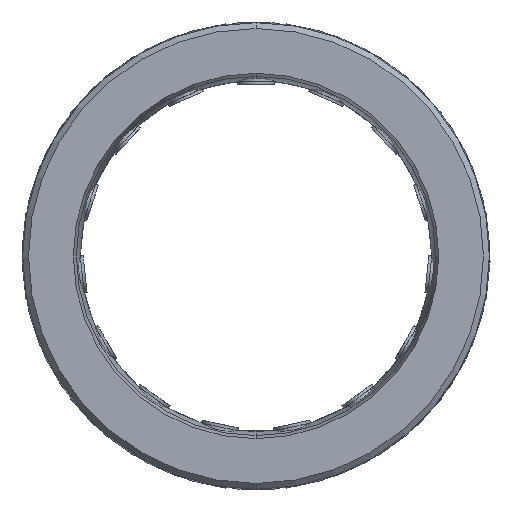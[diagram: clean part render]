
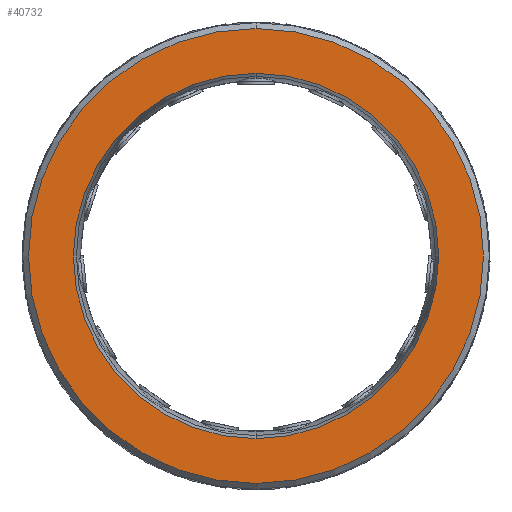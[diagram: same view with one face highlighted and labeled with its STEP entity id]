
A CAD part, front view. The second image highlights one B-rep face of the part: STEP entity #40732.
In plain terms, the highlighted planar face has unit normal (0, -1, 0).
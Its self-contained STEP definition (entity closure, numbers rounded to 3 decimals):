
#6629 = CARTESIAN_POINT ( 'NONE',  ( 197.174, -6.032, 0. ) ) ;
#7249 = CARTESIAN_POINT ( 'NONE',  ( 236.033, -6.032, 38.859 ) ) ;
#7765 = ORIENTED_EDGE ( 'NONE', *, *, #37756, .F. ) ;
#12017 = FACE_BOUND ( 'NONE', #42175, .T. ) ;
#12174 = AXIS2_PLACEMENT_3D ( 'NONE', #13273, #16076, #20015 ) ;
#12927 = PLANE ( 'NONE',  #42477 ) ;
#13273 = CARTESIAN_POINT ( 'NONE',  ( 236.033, -6.032, 0. ) ) ;
#13360 = CARTESIAN_POINT ( 'NONE',  ( 236.033, -6.032, 0. ) ) ;
#13604 = CARTESIAN_POINT ( 'NONE',  ( 236.033, -6.032, -31.199 ) ) ;
#15019 = EDGE_CURVE ( 'NONE', #41312, #19390, #17754, .T. ) ;
#16076 = DIRECTION ( 'NONE',  ( 0., -1., 0. ) ) ;
#16415 = ORIENTED_EDGE ( 'NONE', *, *, #40674, .F. ) ;
#16720 = DIRECTION ( 'NONE',  ( 0., 0., 1. ) ) ;
#16876 = DIRECTION ( 'NONE',  ( 0., 0., -1. ) ) ;
#17175 = EDGE_CURVE ( 'NONE', #19390, #41312, #40192, .T. ) ;
#17754 = CIRCLE ( 'NONE', #31638, 38.859 ) ;
#19390 = VERTEX_POINT ( 'NONE', #7249 ) ;
#19860 = CIRCLE ( 'NONE', #26786, 31.199 ) ;
#20015 = DIRECTION ( 'NONE',  ( 0., 0., -1. ) ) ;
#20414 = FACE_OUTER_BOUND ( 'NONE', #27769, .T. ) ;
#22641 = VERTEX_POINT ( 'NONE', #26455 ) ;
#23034 = DIRECTION ( 'NONE',  ( 0., 1., 0. ) ) ;
#23865 = CARTESIAN_POINT ( 'NONE',  ( 236.033, -6.032, -38.859 ) ) ;
#25342 = DIRECTION ( 'NONE',  ( 0., 0., -1. ) ) ;
#25484 = DIRECTION ( 'NONE',  ( 0., -1., 0. ) ) ;
#25693 = CIRCLE ( 'NONE', #12174, 31.199 ) ;
#26455 = CARTESIAN_POINT ( 'NONE',  ( 236.033, -6.032, 31.199 ) ) ;
#26786 = AXIS2_PLACEMENT_3D ( 'NONE', #13360, #43210, #16876 ) ;
#27769 = EDGE_LOOP ( 'NONE', ( #31840, #29074 ) ) ;
#29074 = ORIENTED_EDGE ( 'NONE', *, *, #15019, .T. ) ;
#31638 = AXIS2_PLACEMENT_3D ( 'NONE', #39409, #32547, #42335 ) ;
#31840 = ORIENTED_EDGE ( 'NONE', *, *, #17175, .T. ) ;
#32220 = AXIS2_PLACEMENT_3D ( 'NONE', #42587, #25484, #25342 ) ;
#32547 = DIRECTION ( 'NONE',  ( 0., -1., 0. ) ) ;
#37756 = EDGE_CURVE ( 'NONE', #22641, #38569, #25693, .T. ) ;
#38569 = VERTEX_POINT ( 'NONE', #13604 ) ;
#39409 = CARTESIAN_POINT ( 'NONE',  ( 236.033, -6.032, 0. ) ) ;
#40192 = CIRCLE ( 'NONE', #32220, 38.859 ) ;
#40674 = EDGE_CURVE ( 'NONE', #38569, #22641, #19860, .T. ) ;
#40732 = ADVANCED_FACE ( 'NONE', ( #12017, #20414 ), #12927, .F. ) ;
#41312 = VERTEX_POINT ( 'NONE', #23865 ) ;
#42175 = EDGE_LOOP ( 'NONE', ( #16415, #7765 ) ) ;
#42335 = DIRECTION ( 'NONE',  ( 0., 0., -1. ) ) ;
#42477 = AXIS2_PLACEMENT_3D ( 'NONE', #6629, #23034, #16720 ) ;
#42587 = CARTESIAN_POINT ( 'NONE',  ( 236.033, -6.032, 0. ) ) ;
#43210 = DIRECTION ( 'NONE',  ( 0., -1., 0. ) ) ;
